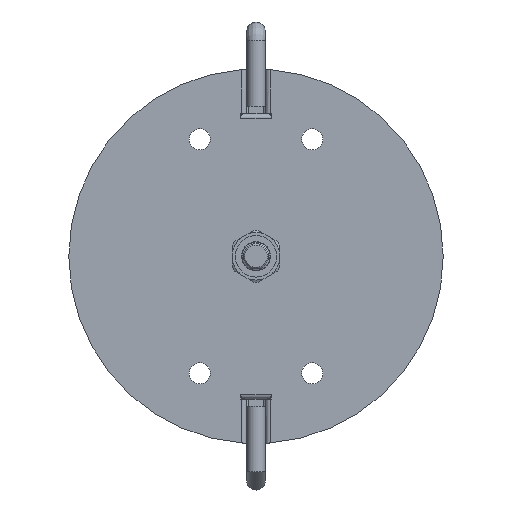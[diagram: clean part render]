
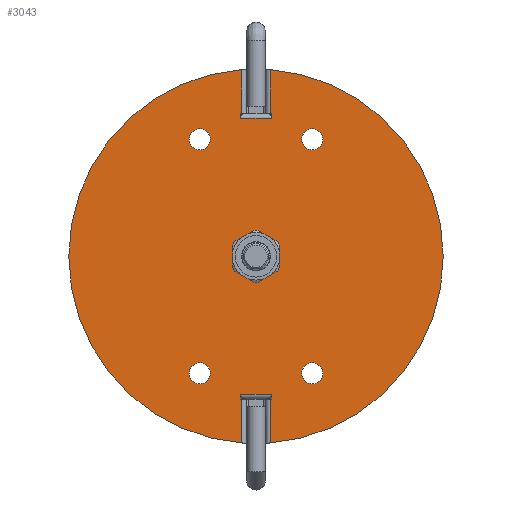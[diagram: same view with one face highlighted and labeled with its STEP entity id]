
A CAD part, front view. The second image highlights one B-rep face of the part: STEP entity #3043.
In plain terms, the highlighted face is planar.
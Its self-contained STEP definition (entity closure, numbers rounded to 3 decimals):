
#1865=CARTESIAN_POINT('',(14.25,-25.0,0.0));
#1866=VERTEX_POINT('',#1865);
#1867=CARTESIAN_POINT('',(12.0,-25.0,0.0));
#1868=DIRECTION('',(0.0,0.0,1.0));
#1869=DIRECTION('',(1.0,0.0,0.0));
#1870=AXIS2_PLACEMENT_3D('',#1867,#1868,#1869);
#1871=CIRCLE('',#1870,2.25);
#1872=EDGE_CURVE('',#1866,#1866,#1871,.T.);
#1893=CARTESIAN_POINT('',(14.25,25.0,0.0));
#1894=VERTEX_POINT('',#1893);
#1895=CARTESIAN_POINT('',(12.0,25.0,0.0));
#1896=DIRECTION('',(0.0,0.0,1.0));
#1897=DIRECTION('',(1.0,0.0,0.0));
#1898=AXIS2_PLACEMENT_3D('',#1895,#1896,#1897);
#1899=CIRCLE('',#1898,2.25);
#1900=EDGE_CURVE('',#1894,#1894,#1899,.T.);
#1921=CARTESIAN_POINT('',(-9.75,-25.0,0.0));
#1922=VERTEX_POINT('',#1921);
#1923=CARTESIAN_POINT('',(-12.,-25.0,0.0));
#1924=DIRECTION('',(0.0,0.0,1.0));
#1925=DIRECTION('',(1.0,0.0,0.0));
#1926=AXIS2_PLACEMENT_3D('',#1923,#1924,#1925);
#1927=CIRCLE('',#1926,2.25);
#1928=EDGE_CURVE('',#1922,#1922,#1927,.T.);
#1949=CARTESIAN_POINT('',(-9.75,25.0,0.0));
#1950=VERTEX_POINT('',#1949);
#1951=CARTESIAN_POINT('',(-12.,25.0,0.0));
#1952=DIRECTION('',(0.0,0.0,1.0));
#1953=DIRECTION('',(1.0,0.0,0.0));
#1954=AXIS2_PLACEMENT_3D('',#1951,#1952,#1953);
#1955=CIRCLE('',#1954,2.25);
#1956=EDGE_CURVE('',#1950,#1950,#1955,.T.);
#2112=CARTESIAN_POINT('',(-3.24,-29.5,0.0));
#2113=VERTEX_POINT('',#2112);
#2318=CARTESIAN_POINT('',(3.24,-29.5,0.0));
#2319=VERTEX_POINT('',#2318);
#2320=CARTESIAN_POINT('',(3.24,-29.5,0.0));
#2321=DIRECTION('',(-1.0,0.0,0.0));
#2322=VECTOR('',#2321,6.48);
#2323=LINE('',#2320,#2322);
#2324=EDGE_CURVE('',#2319,#2113,#2323,.T.);
#2811=CARTESIAN_POINT('',(3.24,-29.49,0.0));
#2812=VERTEX_POINT('',#2811);
#2813=CARTESIAN_POINT('',(3.24,-29.49,0.0));
#2814=DIRECTION('',(0.0,-1.0,0.0));
#2815=VECTOR('',#2814,0.01);
#2816=LINE('',#2813,#2815);
#2817=EDGE_CURVE('',#2812,#2319,#2816,.T.);
#2834=CARTESIAN_POINT('',(3.25,-29.49,0.0));
#2835=VERTEX_POINT('',#2834);
#2836=CARTESIAN_POINT('',(3.25,-29.49,0.0));
#2837=DIRECTION('',(-1.0,0.0,0.0));
#2838=VECTOR('',#2837,0.01);
#2839=LINE('',#2836,#2838);
#2840=EDGE_CURVE('',#2835,#2812,#2839,.T.);
#2853=CARTESIAN_POINT('',(0.0,0.0,0.0));
#2854=DIRECTION('',(0.0,0.0,-1.0));
#2855=DIRECTION('',(-1.0,0.0,0.0));
#2856=AXIS2_PLACEMENT_3D('',#2853,#2854,#2855);
#2857=PLANE('',#2856);
#2858=CARTESIAN_POINT('',(3.25,-30.5,0.0));
#2859=VERTEX_POINT('',#2858);
#2860=CARTESIAN_POINT('',(3.25,-30.5,0.0));
#2861=DIRECTION('',(0.0,1.0,0.0));
#2862=VECTOR('',#2861,1.01);
#2863=LINE('',#2860,#2862);
#2864=EDGE_CURVE('',#2859,#2835,#2863,.T.);
#2865=ORIENTED_EDGE('',*,*,#2864,.T.);
#2866=ORIENTED_EDGE('',*,*,#2840,.T.);
#2867=ORIENTED_EDGE('',*,*,#2817,.T.);
#2868=ORIENTED_EDGE('',*,*,#2324,.T.);
#2869=CARTESIAN_POINT('',(-3.24,-29.49,0.0));
#2870=VERTEX_POINT('',#2869);
#2871=CARTESIAN_POINT('',(-3.24,-29.5,0.0));
#2872=DIRECTION('',(0.0,1.0,0.0));
#2873=VECTOR('',#2872,0.01);
#2874=LINE('',#2871,#2873);
#2875=EDGE_CURVE('',#2113,#2870,#2874,.T.);
#2876=ORIENTED_EDGE('',*,*,#2875,.T.);
#2877=CARTESIAN_POINT('',(-3.25,-29.49,0.0));
#2878=VERTEX_POINT('',#2877);
#2879=CARTESIAN_POINT('',(-3.24,-29.49,0.0));
#2880=DIRECTION('',(-1.0,0.0,0.0));
#2881=VECTOR('',#2880,0.01);
#2882=LINE('',#2879,#2881);
#2883=EDGE_CURVE('',#2870,#2878,#2882,.T.);
#2884=ORIENTED_EDGE('',*,*,#2883,.T.);
#2885=CARTESIAN_POINT('',(-3.25,-30.5,0.0));
#2886=VERTEX_POINT('',#2885);
#2887=CARTESIAN_POINT('',(-3.25,-29.49,0.0));
#2888=DIRECTION('',(0.0,-1.0,0.0));
#2889=VECTOR('',#2888,1.01);
#2890=LINE('',#2887,#2889);
#2891=EDGE_CURVE('',#2878,#2886,#2890,.T.);
#2892=ORIENTED_EDGE('',*,*,#2891,.T.);
#2893=CARTESIAN_POINT('',(-3.,-30.5,0.0));
#2894=VERTEX_POINT('',#2893);
#2895=CARTESIAN_POINT('',(-3.25,-30.5,0.0));
#2896=DIRECTION('',(1.0,0.0,0.0));
#2897=VECTOR('',#2896,0.25);
#2898=LINE('',#2895,#2897);
#2899=EDGE_CURVE('',#2886,#2894,#2898,.T.);
#2900=ORIENTED_EDGE('',*,*,#2899,.T.);
#2901=CARTESIAN_POINT('',(-3.0,-39.887,0.0));
#2902=VERTEX_POINT('',#2901);
#2903=CARTESIAN_POINT('',(-3.,-30.5,0.0));
#2904=DIRECTION('',(0.0,-1.0,0.0));
#2905=VECTOR('',#2904,9.387);
#2906=LINE('',#2903,#2905);
#2907=EDGE_CURVE('',#2894,#2902,#2906,.T.);
#2908=ORIENTED_EDGE('',*,*,#2907,.T.);
#2909=CARTESIAN_POINT('',(-3.,39.887,0.0));
#2910=VERTEX_POINT('',#2909);
#2911=CARTESIAN_POINT('',(0.0,0.0,0.0));
#2912=DIRECTION('',(0.0,0.0,-1.0));
#2913=DIRECTION('',(-1.0,0.0,0.0));
#2914=AXIS2_PLACEMENT_3D('',#2911,#2912,#2913);
#2915=CIRCLE('',#2914,40.0);
#2916=EDGE_CURVE('',#2902,#2910,#2915,.T.);
#2917=ORIENTED_EDGE('',*,*,#2916,.T.);
#2918=CARTESIAN_POINT('',(-3.,30.5,0.0));
#2919=VERTEX_POINT('',#2918);
#2920=CARTESIAN_POINT('',(-3.,39.887,0.0));
#2921=DIRECTION('',(0.0,-1.0,0.0));
#2922=VECTOR('',#2921,9.387);
#2923=LINE('',#2920,#2922);
#2924=EDGE_CURVE('',#2910,#2919,#2923,.T.);
#2925=ORIENTED_EDGE('',*,*,#2924,.T.);
#2926=CARTESIAN_POINT('',(-3.25,30.5,0.0));
#2927=VERTEX_POINT('',#2926);
#2928=CARTESIAN_POINT('',(-3.,30.5,0.0));
#2929=DIRECTION('',(-1.0,0.0,0.0));
#2930=VECTOR('',#2929,0.25);
#2931=LINE('',#2928,#2930);
#2932=EDGE_CURVE('',#2919,#2927,#2931,.T.);
#2933=ORIENTED_EDGE('',*,*,#2932,.T.);
#2934=CARTESIAN_POINT('',(-3.25,29.49,0.0));
#2935=VERTEX_POINT('',#2934);
#2936=CARTESIAN_POINT('',(-3.25,30.5,0.0));
#2937=DIRECTION('',(0.0,-1.0,0.0));
#2938=VECTOR('',#2937,1.01);
#2939=LINE('',#2936,#2938);
#2940=EDGE_CURVE('',#2927,#2935,#2939,.T.);
#2941=ORIENTED_EDGE('',*,*,#2940,.T.);
#2942=CARTESIAN_POINT('',(-3.24,29.49,0.0));
#2943=VERTEX_POINT('',#2942);
#2944=CARTESIAN_POINT('',(-3.25,29.49,0.0));
#2945=DIRECTION('',(1.0,0.0,0.0));
#2946=VECTOR('',#2945,0.01);
#2947=LINE('',#2944,#2946);
#2948=EDGE_CURVE('',#2935,#2943,#2947,.T.);
#2949=ORIENTED_EDGE('',*,*,#2948,.T.);
#2950=CARTESIAN_POINT('',(-3.24,29.5,0.0));
#2951=VERTEX_POINT('',#2950);
#2952=CARTESIAN_POINT('',(-3.24,29.49,0.0));
#2953=DIRECTION('',(0.0,1.0,0.0));
#2954=VECTOR('',#2953,0.01);
#2955=LINE('',#2952,#2954);
#2956=EDGE_CURVE('',#2943,#2951,#2955,.T.);
#2957=ORIENTED_EDGE('',*,*,#2956,.T.);
#2958=CARTESIAN_POINT('',(3.24,29.5,0.0));
#2959=VERTEX_POINT('',#2958);
#2960=CARTESIAN_POINT('',(-3.24,29.5,0.0));
#2961=DIRECTION('',(1.0,0.0,0.0));
#2962=VECTOR('',#2961,6.48);
#2963=LINE('',#2960,#2962);
#2964=EDGE_CURVE('',#2951,#2959,#2963,.T.);
#2965=ORIENTED_EDGE('',*,*,#2964,.T.);
#2966=CARTESIAN_POINT('',(3.24,29.49,0.0));
#2967=VERTEX_POINT('',#2966);
#2968=CARTESIAN_POINT('',(3.24,29.5,0.0));
#2969=DIRECTION('',(0.0,-1.0,0.0));
#2970=VECTOR('',#2969,0.01);
#2971=LINE('',#2968,#2970);
#2972=EDGE_CURVE('',#2959,#2967,#2971,.T.);
#2973=ORIENTED_EDGE('',*,*,#2972,.T.);
#2974=CARTESIAN_POINT('',(3.25,29.49,0.0));
#2975=VERTEX_POINT('',#2974);
#2976=CARTESIAN_POINT('',(3.24,29.49,0.0));
#2977=DIRECTION('',(1.0,0.0,0.0));
#2978=VECTOR('',#2977,0.01);
#2979=LINE('',#2976,#2978);
#2980=EDGE_CURVE('',#2967,#2975,#2979,.T.);
#2981=ORIENTED_EDGE('',*,*,#2980,.T.);
#2982=CARTESIAN_POINT('',(3.25,30.5,0.0));
#2983=VERTEX_POINT('',#2982);
#2984=CARTESIAN_POINT('',(3.25,29.49,0.0));
#2985=DIRECTION('',(0.0,1.0,0.0));
#2986=VECTOR('',#2985,1.01);
#2987=LINE('',#2984,#2986);
#2988=EDGE_CURVE('',#2975,#2983,#2987,.T.);
#2989=ORIENTED_EDGE('',*,*,#2988,.T.);
#2990=CARTESIAN_POINT('',(3.0,30.5,0.0));
#2991=VERTEX_POINT('',#2990);
#2992=CARTESIAN_POINT('',(3.25,30.5,0.0));
#2993=DIRECTION('',(-1.0,0.0,0.0));
#2994=VECTOR('',#2993,0.25);
#2995=LINE('',#2992,#2994);
#2996=EDGE_CURVE('',#2983,#2991,#2995,.T.);
#2997=ORIENTED_EDGE('',*,*,#2996,.T.);
#2998=CARTESIAN_POINT('',(3.,39.887,0.0));
#2999=VERTEX_POINT('',#2998);
#3000=CARTESIAN_POINT('',(3.0,30.5,0.0));
#3001=DIRECTION('',(0.0,1.0,0.0));
#3002=VECTOR('',#3001,9.387);
#3003=LINE('',#3000,#3002);
#3004=EDGE_CURVE('',#2991,#2999,#3003,.T.);
#3005=ORIENTED_EDGE('',*,*,#3004,.T.);
#3006=CARTESIAN_POINT('',(3.0,-39.887,0.0));
#3007=VERTEX_POINT('',#3006);
#3008=CARTESIAN_POINT('',(0.0,0.0,0.0));
#3009=DIRECTION('',(0.0,0.0,-1.0));
#3010=DIRECTION('',(-1.0,0.0,0.0));
#3011=AXIS2_PLACEMENT_3D('',#3008,#3009,#3010);
#3012=CIRCLE('',#3011,40.0);
#3013=EDGE_CURVE('',#2999,#3007,#3012,.T.);
#3014=ORIENTED_EDGE('',*,*,#3013,.T.);
#3015=CARTESIAN_POINT('',(3.,-30.5,0.0));
#3016=VERTEX_POINT('',#3015);
#3017=CARTESIAN_POINT('',(3.0,-39.887,0.0));
#3018=DIRECTION('',(0.0,1.0,0.0));
#3019=VECTOR('',#3018,9.387);
#3020=LINE('',#3017,#3019);
#3021=EDGE_CURVE('',#3007,#3016,#3020,.T.);
#3022=ORIENTED_EDGE('',*,*,#3021,.T.);
#3023=CARTESIAN_POINT('',(3.,-30.5,0.0));
#3024=DIRECTION('',(1.0,0.0,0.0));
#3025=VECTOR('',#3024,0.25);
#3026=LINE('',#3023,#3025);
#3027=EDGE_CURVE('',#3016,#2859,#3026,.T.);
#3028=ORIENTED_EDGE('',*,*,#3027,.T.);
#3029=EDGE_LOOP('',(#2865,#2866,#2867,#2868,#2876,#2884,#2892,#2900,#2908,#2917,#2925,#2933,#2941,#2949,#2957,#2965,#2973,#2981,#2989,#2997,#3005,#3014,#3022,#3028));
#3030=FACE_OUTER_BOUND('',#3029,.T.);
#3031=ORIENTED_EDGE('',*,*,#1872,.T.);
#3032=EDGE_LOOP('',(#3031));
#3033=FACE_BOUND('',#3032,.T.);
#3034=ORIENTED_EDGE('',*,*,#1900,.T.);
#3035=EDGE_LOOP('',(#3034));
#3036=FACE_BOUND('',#3035,.T.);
#3037=ORIENTED_EDGE('',*,*,#1928,.T.);
#3038=EDGE_LOOP('',(#3037));
#3039=FACE_BOUND('',#3038,.T.);
#3040=ORIENTED_EDGE('',*,*,#1956,.T.);
#3041=EDGE_LOOP('',(#3040));
#3042=FACE_BOUND('',#3041,.T.);
#3043=ADVANCED_FACE('',(#3030,#3033,#3036,#3039,#3042),#2857,.T.);
